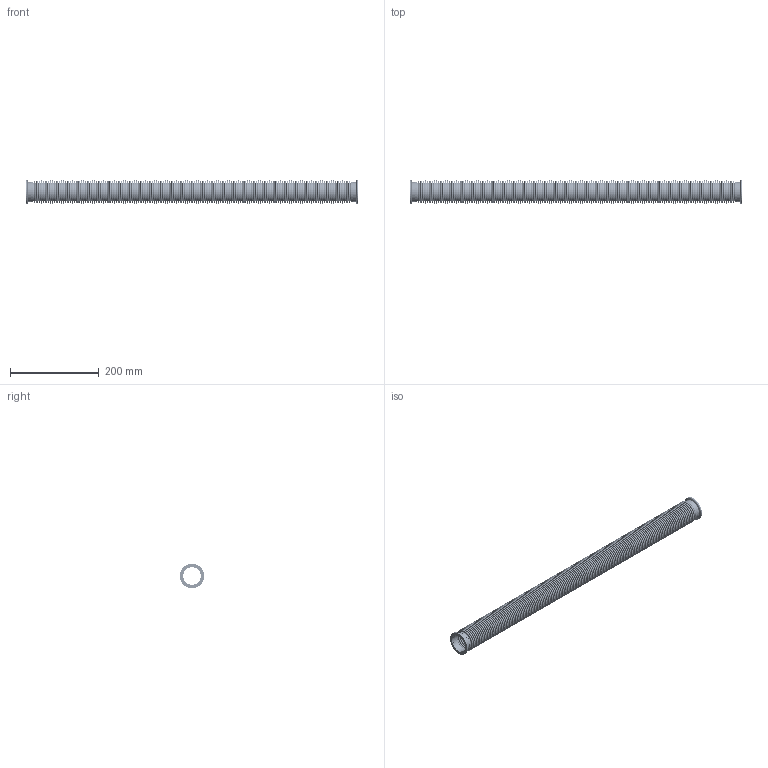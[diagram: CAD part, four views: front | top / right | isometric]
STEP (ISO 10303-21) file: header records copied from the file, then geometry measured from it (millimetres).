
FILE_DESCRIPTION (( 'STEP AP214' ), '1' );
FILE_NAME ('120SWN040-0750.stp', '2017-06-07T11:22:47', ( '' ), ( '' ), 'SwSTEP 2.0', 'SolidWorks 2015', '' );
FILE_SCHEMA (( 'AUTOMOTIVE_DESIGN' ));
Length unit declared in the file: millimetre
Products named in the file (1): 120SWN040-0750
Bounding box: 750 x 55 x 55 mm (x, y, z)
Volume: 59935.6 mm3; surface area: 605689.2 mm2
Topology: 1 solids, 1 shells, 4076 faces, 8156 edges, 4662 vertices
Faces by surface type: torus 2316, cylinder 1174, plane 582, cone 4
Entity records: 152044 total; most frequent: DIRECTION 23288, CARTESIAN_POINT 16895, ORIENTED_EDGE 16312, AXIS2_PLACEMENT_3D 11055, EDGE_CURVE 8156, CIRCLE 6978, VERTEX_POINT 4662, EDGE_LOOP 4658
